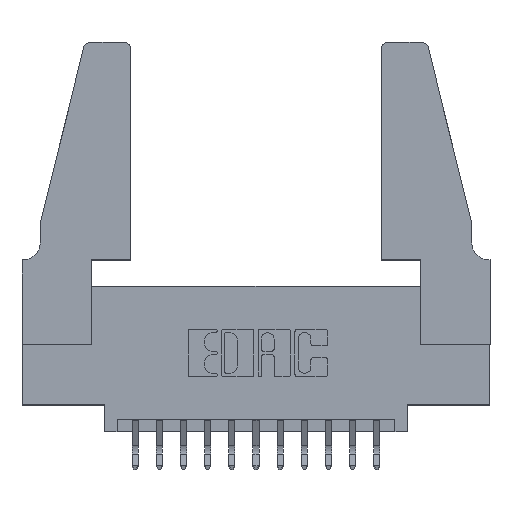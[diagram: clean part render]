
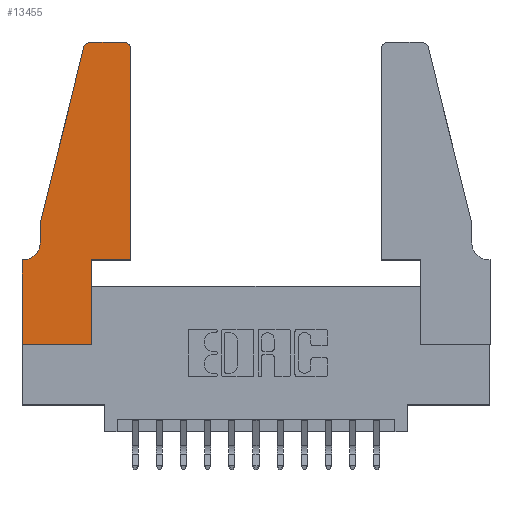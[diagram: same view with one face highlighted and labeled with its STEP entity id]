
A CAD part, top view. The second image highlights one B-rep face of the part: STEP entity #13455.
In plain terms, the highlighted planar face has unit normal (0, 0, 1).
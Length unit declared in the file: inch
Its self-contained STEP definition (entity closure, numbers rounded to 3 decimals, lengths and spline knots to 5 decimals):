
#15 = CARTESIAN_POINT ( 'NONE',  ( 0., 0., 0.37 ) ) ;
#258 = DIRECTION ( 'NONE',  ( 1., 0., 0. ) ) ;
#263 = CIRCLE ( 'NONE', #11999, 0.03 ) ;
#403 = CARTESIAN_POINT ( 'NONE',  ( 0.0055, 0.42, 0.37 ) ) ;
#607 = EDGE_CURVE ( 'NONE', #12311, #11182, #5576, .T. ) ;
#1394 = CARTESIAN_POINT ( 'NONE',  ( 0.0755, 0.35, 0.37 ) ) ;
#1431 = AXIS2_PLACEMENT_3D ( 'NONE', #2936, #14731, #4113 ) ;
#1478 = ORIENTED_EDGE ( 'NONE', *, *, #9959, .T. ) ;
#1505 = DIRECTION ( 'NONE',  ( -1., 0., 0. ) ) ;
#1712 = ORIENTED_EDGE ( 'NONE', *, *, #8782, .T. ) ;
#1914 = LINE ( 'NONE', #5835, #13763 ) ;
#2337 = CARTESIAN_POINT ( 'NONE',  ( 0.4505, 0.35, 0.37 ) ) ;
#2357 = DIRECTION ( 'NONE',  ( 1., 0., 0. ) ) ;
#2469 = CARTESIAN_POINT ( 'NONE',  ( 0.0055, 0.35, 0.37 ) ) ;
#2804 = EDGE_CURVE ( 'NONE', #13876, #7120, #4214, .T. ) ;
#2887 = LINE ( 'NONE', #7599, #6183 ) ;
#2899 = VECTOR ( 'NONE', #7392, 39.37008 ) ;
#2936 = CARTESIAN_POINT ( 'NONE',  ( 0.4205, 1.22, 0.37 ) ) ;
#2947 = DIRECTION ( 'NONE',  ( 0., -1., 0. ) ) ;
#3145 = VERTEX_POINT ( 'NONE', #12698 ) ;
#3415 = LINE ( 'NONE', #14281, #7488 ) ;
#3747 = LINE ( 'NONE', #13586, #12308 ) ;
#3875 = DIRECTION ( 'NONE',  ( -1., 0., 0. ) ) ;
#3991 = EDGE_CURVE ( 'NONE', #7120, #5406, #3415, .T. ) ;
#4051 = CARTESIAN_POINT ( 'NONE',  ( 0.4205, 1.25, 0.37 ) ) ;
#4113 = DIRECTION ( 'NONE',  ( 1., 0., 0. ) ) ;
#4214 = LINE ( 'NONE', #10845, #14582 ) ;
#4316 = LINE ( 'NONE', #15, #8757 ) ;
#4334 = VECTOR ( 'NONE', #1505, 39.37008 ) ;
#4581 = CARTESIAN_POINT ( 'NONE',  ( 0.25487, 1.22718, 0.37 ) ) ;
#4978 = CARTESIAN_POINT ( 'NONE',  ( 0.0755, 0.5, 0.37 ) ) ;
#5101 = VERTEX_POINT ( 'NONE', #4051 ) ;
#5134 = DIRECTION ( 'NONE',  ( 0., 0., 1. ) ) ;
#5323 = VERTEX_POINT ( 'NONE', #7918 ) ;
#5406 = VERTEX_POINT ( 'NONE', #2337 ) ;
#5576 = CIRCLE ( 'NONE', #12951, 0.07 ) ;
#5835 = CARTESIAN_POINT ( 'NONE',  ( 0.2605, 1.25, 0.37 ) ) ;
#5920 = DIRECTION ( 'NONE',  ( 0., 1., 0. ) ) ;
#5972 = CARTESIAN_POINT ( 'NONE',  ( 0., 0.35, 0.37 ) ) ;
#6183 = VECTOR ( 'NONE', #6417, 39.37008 ) ;
#6309 = DIRECTION ( 'NONE',  ( 0., 0., -1. ) ) ;
#6339 = CARTESIAN_POINT ( 'NONE',  ( 0., 0., 0.37 ) ) ;
#6417 = DIRECTION ( 'NONE',  ( 0., 1., 0. ) ) ;
#6635 = DIRECTION ( 'NONE',  ( -1., 0., 0. ) ) ;
#6886 = VECTOR ( 'NONE', #8835, 39.37008 ) ;
#7104 = FACE_OUTER_BOUND ( 'NONE', #13890, .T. ) ;
#7120 = VERTEX_POINT ( 'NONE', #10468 ) ;
#7159 = ORIENTED_EDGE ( 'NONE', *, *, #2804, .T. ) ;
#7392 = DIRECTION ( 'NONE',  ( -0.239, -0.971, 0. ) ) ;
#7457 = VERTEX_POINT ( 'NONE', #8648 ) ;
#7488 = VECTOR ( 'NONE', #10611, 39.37008 ) ;
#7522 = ORIENTED_EDGE ( 'NONE', *, *, #607, .T. ) ;
#7599 = CARTESIAN_POINT ( 'NONE',  ( 0.4505, 0.35, 0.37 ) ) ;
#7625 = CARTESIAN_POINT ( 'NONE',  ( 0., 0., 0.37 ) ) ;
#7918 = CARTESIAN_POINT ( 'NONE',  ( 0.0755, 0.5, 0.37 ) ) ;
#7919 = ORIENTED_EDGE ( 'NONE', *, *, #10655, .T. ) ;
#8152 = EDGE_CURVE ( 'NONE', #3145, #5101, #14011, .T. ) ;
#8648 = CARTESIAN_POINT ( 'NONE',  ( 0.284, 1.25, 0.37 ) ) ;
#8757 = VECTOR ( 'NONE', #11848, 39.37008 ) ;
#8782 = EDGE_CURVE ( 'NONE', #7457, #13383, #263, .T. ) ;
#8835 = DIRECTION ( 'NONE',  ( 0., -1., 0. ) ) ;
#9161 = ORIENTED_EDGE ( 'NONE', *, *, #10246, .T. ) ;
#9433 = DIRECTION ( 'NONE',  ( 0., 0., 1. ) ) ;
#9792 = CARTESIAN_POINT ( 'NONE',  ( 0.284, 1.22, 0.37 ) ) ;
#9959 = EDGE_CURVE ( 'NONE', #11182, #14507, #15265, .T. ) ;
#10049 = LINE ( 'NONE', #7625, #6886 ) ;
#10246 = EDGE_CURVE ( 'NONE', #5101, #7457, #1914, .T. ) ;
#10468 = CARTESIAN_POINT ( 'NONE',  ( 0.2865, 0.35, 0.37 ) ) ;
#10611 = DIRECTION ( 'NONE',  ( 1., 0., 0. ) ) ;
#10655 = EDGE_CURVE ( 'NONE', #12817, #13876, #4316, .T. ) ;
#10754 = PLANE ( 'NONE',  #11074 ) ;
#10806 = EDGE_CURVE ( 'NONE', #14507, #12817, #10049, .T. ) ;
#10845 = CARTESIAN_POINT ( 'NONE',  ( 0.2865, 0.35, 0.37 ) ) ;
#10851 = EDGE_CURVE ( 'NONE', #5323, #12311, #3747, .T. ) ;
#11074 = AXIS2_PLACEMENT_3D ( 'NONE', #12981, #9433, #2357 ) ;
#11182 = VERTEX_POINT ( 'NONE', #2469 ) ;
#11435 = ORIENTED_EDGE ( 'NONE', *, *, #10806, .T. ) ;
#11543 = ORIENTED_EDGE ( 'NONE', *, *, #11610, .T. ) ;
#11610 = EDGE_CURVE ( 'NONE', #13383, #5323, #11836, .T. ) ;
#11692 = EDGE_CURVE ( 'NONE', #5406, #3145, #2887, .T. ) ;
#11836 = LINE ( 'NONE', #4978, #2899 ) ;
#11848 = DIRECTION ( 'NONE',  ( 1., 0., 0. ) ) ;
#11999 = AXIS2_PLACEMENT_3D ( 'NONE', #9792, #5134, #258 ) ;
#12308 = VECTOR ( 'NONE', #2947, 39.37008 ) ;
#12311 = VERTEX_POINT ( 'NONE', #12826 ) ;
#12352 = CARTESIAN_POINT ( 'NONE',  ( 0.2865, 0., 0.37 ) ) ;
#12440 = ORIENTED_EDGE ( 'NONE', *, *, #10851, .T. ) ;
#12698 = CARTESIAN_POINT ( 'NONE',  ( 0.4505, 1.22, 0.37 ) ) ;
#12817 = VERTEX_POINT ( 'NONE', #6339 ) ;
#12826 = CARTESIAN_POINT ( 'NONE',  ( 0.0755, 0.42, 0.37 ) ) ;
#12951 = AXIS2_PLACEMENT_3D ( 'NONE', #403, #6309, #3875 ) ;
#12981 = CARTESIAN_POINT ( 'NONE',  ( 0., 0.35, 0.37 ) ) ;
#13272 = ORIENTED_EDGE ( 'NONE', *, *, #8152, .T. ) ;
#13383 = VERTEX_POINT ( 'NONE', #4581 ) ;
#13455 = ADVANCED_FACE ( 'NONE', ( #7104 ), #10754, .T. ) ;
#13586 = CARTESIAN_POINT ( 'NONE',  ( 0.0755, 0.5, 0.37 ) ) ;
#13763 = VECTOR ( 'NONE', #6635, 39.37008 ) ;
#13876 = VERTEX_POINT ( 'NONE', #12352 ) ;
#13890 = EDGE_LOOP ( 'NONE', ( #9161, #1712, #11543, #12440, #7522, #1478, #11435, #7919, #7159, #14596, #14378, #13272 ) ) ;
#14011 = CIRCLE ( 'NONE', #1431, 0.03 ) ;
#14281 = CARTESIAN_POINT ( 'NONE',  ( 0.4505, 0.35, 0.37 ) ) ;
#14378 = ORIENTED_EDGE ( 'NONE', *, *, #11692, .T. ) ;
#14507 = VERTEX_POINT ( 'NONE', #5972 ) ;
#14582 = VECTOR ( 'NONE', #5920, 39.37008 ) ;
#14596 = ORIENTED_EDGE ( 'NONE', *, *, #3991, .T. ) ;
#14731 = DIRECTION ( 'NONE',  ( 0., 0., 1. ) ) ;
#15265 = LINE ( 'NONE', #1394, #4334 ) ;
